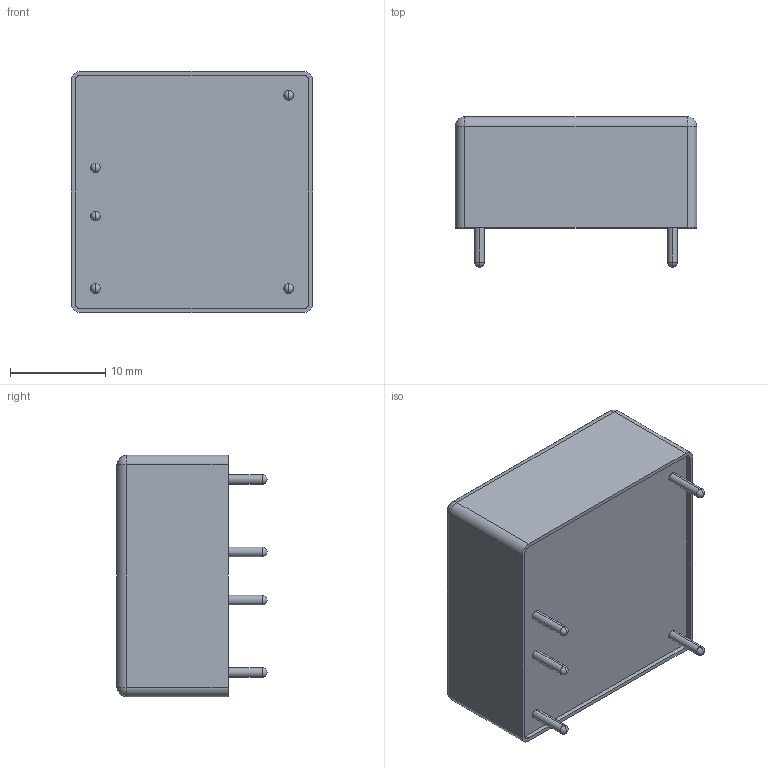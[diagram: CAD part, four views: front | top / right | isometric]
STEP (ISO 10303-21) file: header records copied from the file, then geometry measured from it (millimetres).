
FILE_DESCRIPTION (( 'STEP AP214' ), '1' );
FILE_NAME ('URB2403YMD-10WR3.STEP', '2021-04-08T03:38:45', ( '' ), ( '' ), 'SwSTEP 2.0', 'SolidWorks 2017', '' );
FILE_SCHEMA (( 'AUTOMOTIVE_DESIGN' ));
Length unit declared in the file: millimetre
Products named in the file (1): URB2403YMD-10WR3
Bounding box: 25.4 x 15.8 x 25.4 mm (x, y, z)
Volume: 7232.2 mm3; surface area: 2552.9 mm2
Topology: 11 solids, 11 shells, 87 faces, 184 edges, 111 vertices
Faces by surface type: cylinder 42, plane 31, sphere 14
Entity records: 2296 total; most frequent: DIRECTION 430, CARTESIAN_POINT 349, ORIENTED_EDGE 320, AXIS2_PLACEMENT_3D 182, EDGE_CURVE 160, VERTEX_POINT 101, CIRCLE 94, EDGE_LOOP 93
